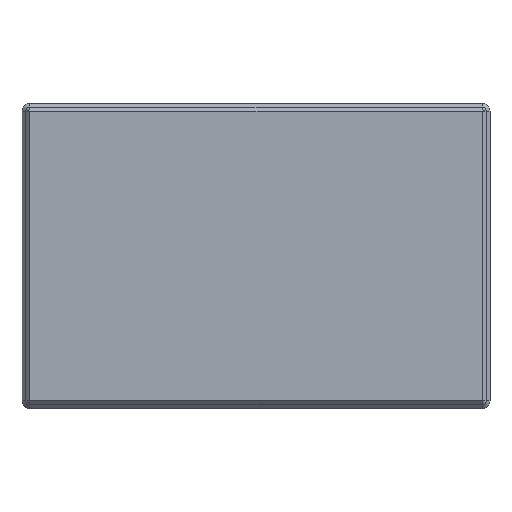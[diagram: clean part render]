
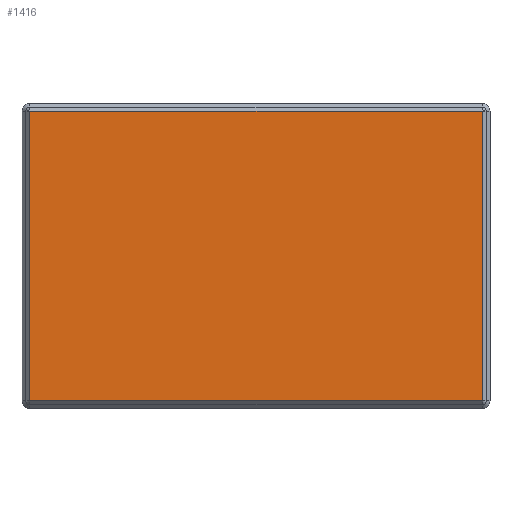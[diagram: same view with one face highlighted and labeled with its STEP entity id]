
A CAD part, front view. The second image highlights one B-rep face of the part: STEP entity #1416.
In plain terms, the highlighted planar face has unit normal (0, -1, 0).
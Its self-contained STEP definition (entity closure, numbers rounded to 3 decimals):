
#40=PLANE('',#1602);
#133=LINE('',#2431,#249);
#137=LINE('',#2439,#253);
#141=LINE('',#2449,#257);
#145=LINE('',#2458,#261);
#249=VECTOR('',#1965,10.);
#253=VECTOR('',#1971,10.);
#257=VECTOR('',#1981,10.);
#261=VECTOR('',#1991,10.);
#439=FACE_OUTER_BOUND('',#539,.T.);
#539=EDGE_LOOP('',(#1246,#1247,#1248,#1249));
#712=VERTEX_POINT('',#2428);
#713=VERTEX_POINT('',#2430);
#716=VERTEX_POINT('',#2437);
#719=VERTEX_POINT('',#2447);
#886=EDGE_CURVE('',#712,#713,#133,.T.);
#890=EDGE_CURVE('',#716,#712,#137,.T.);
#895=EDGE_CURVE('',#719,#716,#141,.T.);
#900=EDGE_CURVE('',#713,#719,#145,.T.);
#1246=ORIENTED_EDGE('',*,*,#886,.F.);
#1247=ORIENTED_EDGE('',*,*,#890,.F.);
#1248=ORIENTED_EDGE('',*,*,#895,.F.);
#1249=ORIENTED_EDGE('',*,*,#900,.F.);
#1416=ADVANCED_FACE('',(#439),#40,.T.);
#1602=AXIS2_PLACEMENT_3D('',#2475,#2015,#2016);
#1965=DIRECTION('',(1.,0.,0.));
#1971=DIRECTION('',(0.,0.,1.));
#1981=DIRECTION('',(-1.,0.,0.));
#1991=DIRECTION('',(0.,0.,-1.));
#2015=DIRECTION('center_axis',(0.,-1.,0.));
#2016=DIRECTION('ref_axis',(0.,0.,-1.));
#2428=CARTESIAN_POINT('',(-89.,-2.,57.));
#2430=CARTESIAN_POINT('',(89.,-2.,57.));
#2431=CARTESIAN_POINT('',(44.5,-2.,57.));
#2437=CARTESIAN_POINT('',(-89.,-2.,-57.));
#2439=CARTESIAN_POINT('',(-89.,-2.,28.5));
#2447=CARTESIAN_POINT('',(89.,-2.,-57.));
#2449=CARTESIAN_POINT('',(-44.5,-2.,-57.));
#2458=CARTESIAN_POINT('',(89.,-2.,-28.5));
#2475=CARTESIAN_POINT('Origin',(0.,-2.,0.));
